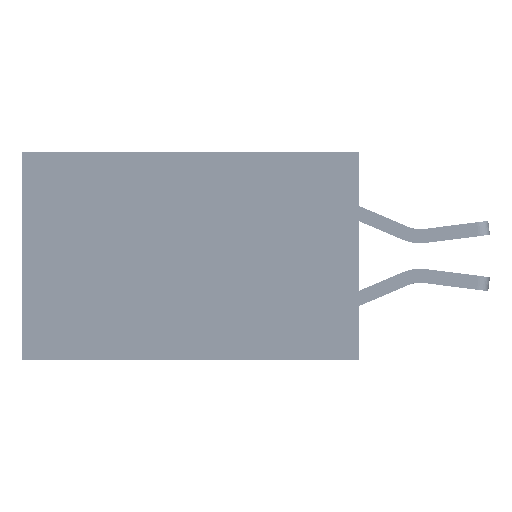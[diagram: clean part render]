
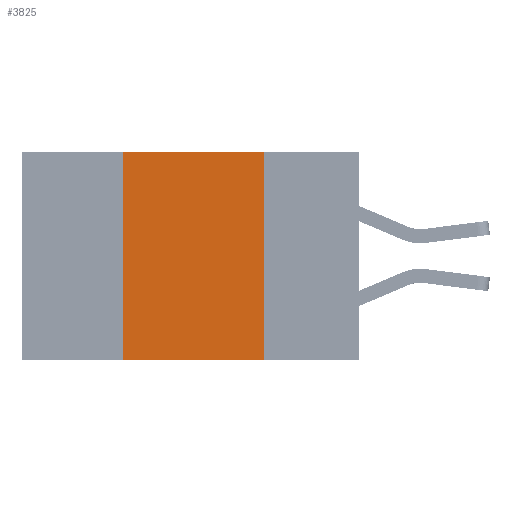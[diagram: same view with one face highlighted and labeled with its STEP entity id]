
A CAD part, left-side view. The second image highlights one B-rep face of the part: STEP entity #3825.
In plain terms, the highlighted planar face has unit normal (-1, 0, 0).
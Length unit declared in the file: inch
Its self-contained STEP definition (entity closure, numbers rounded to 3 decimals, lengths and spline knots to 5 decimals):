
#479 = AXIS2_PLACEMENT_3D ( 'NONE', #48218, #49568, #41129 ) ;
#1204 = VERTEX_POINT ( 'NONE', #10837 ) ;
#1726 = LINE ( 'NONE', #4466, #42411 ) ;
#1767 = EDGE_CURVE ( 'NONE', #1204, #37293, #36890, .T. ) ;
#2648 = CARTESIAN_POINT ( 'NONE',  ( 0., 0.42, 0. ) ) ;
#3825 = ADVANCED_FACE ( 'NONE', ( #37370 ), #32723, .F. ) ;
#4466 = CARTESIAN_POINT ( 'NONE',  ( 0., 0.6, 0. ) ) ;
#8726 = VECTOR ( 'NONE', #20662, 39.37008 ) ;
#10837 = CARTESIAN_POINT ( 'NONE',  ( 0., 0.42, -0.37 ) ) ;
#11445 = CARTESIAN_POINT ( 'NONE',  ( 0., 0.17, -0.37 ) ) ;
#15831 = ORIENTED_EDGE ( 'NONE', *, *, #32529, .F. ) ;
#20662 = DIRECTION ( 'NONE',  ( 0., -1., 0. ) ) ;
#22519 = LINE ( 'NONE', #46123, #38540 ) ;
#23923 = DIRECTION ( 'NONE',  ( 0., -1., 0. ) ) ;
#24590 = CARTESIAN_POINT ( 'NONE',  ( 0., 0.17, 0. ) ) ;
#26276 = DIRECTION ( 'NONE',  ( 0., 0., 1. ) ) ;
#26529 = VERTEX_POINT ( 'NONE', #24590 ) ;
#28424 = ORIENTED_EDGE ( 'NONE', *, *, #1767, .F. ) ;
#29724 = CARTESIAN_POINT ( 'NONE',  ( 0., 0.42, 0. ) ) ;
#30861 = ORIENTED_EDGE ( 'NONE', *, *, #47803, .F. ) ;
#32529 = EDGE_CURVE ( 'NONE', #37293, #26529, #1726, .T. ) ;
#32723 = PLANE ( 'NONE',  #479 ) ;
#36890 = LINE ( 'NONE', #2648, #46120 ) ;
#37293 = VERTEX_POINT ( 'NONE', #29724 ) ;
#37370 = FACE_OUTER_BOUND ( 'NONE', #45958, .T. ) ;
#38540 = VECTOR ( 'NONE', #42349, 39.37008 ) ;
#39535 = EDGE_CURVE ( 'NONE', #1204, #49800, #44353, .T. ) ;
#41129 = DIRECTION ( 'NONE',  ( 0., 0., -1. ) ) ;
#42349 = DIRECTION ( 'NONE',  ( 0., 0., -1. ) ) ;
#42411 = VECTOR ( 'NONE', #23923, 39.37008 ) ;
#44353 = LINE ( 'NONE', #48372, #8726 ) ;
#45958 = EDGE_LOOP ( 'NONE', ( #30861, #15831, #28424, #48809 ) ) ;
#46120 = VECTOR ( 'NONE', #26276, 39.37008 ) ;
#46123 = CARTESIAN_POINT ( 'NONE',  ( 0., 0.17, 0. ) ) ;
#47803 = EDGE_CURVE ( 'NONE', #26529, #49800, #22519, .T. ) ;
#48218 = CARTESIAN_POINT ( 'NONE',  ( 0., 0.6, 0. ) ) ;
#48372 = CARTESIAN_POINT ( 'NONE',  ( 0., 0.6, -0.37 ) ) ;
#48809 = ORIENTED_EDGE ( 'NONE', *, *, #39535, .T. ) ;
#49568 = DIRECTION ( 'NONE',  ( 1., 0., 0. ) ) ;
#49800 = VERTEX_POINT ( 'NONE', #11445 ) ;
